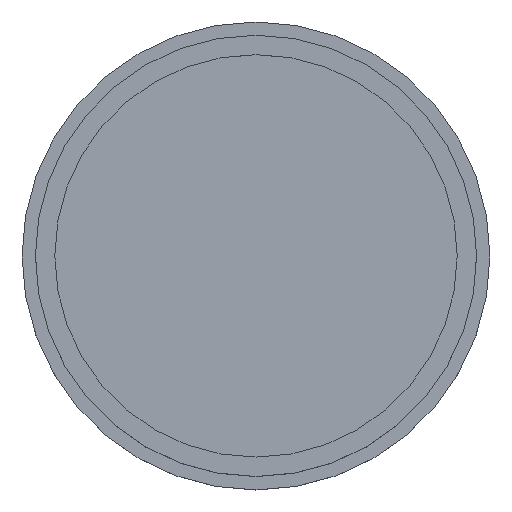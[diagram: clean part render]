
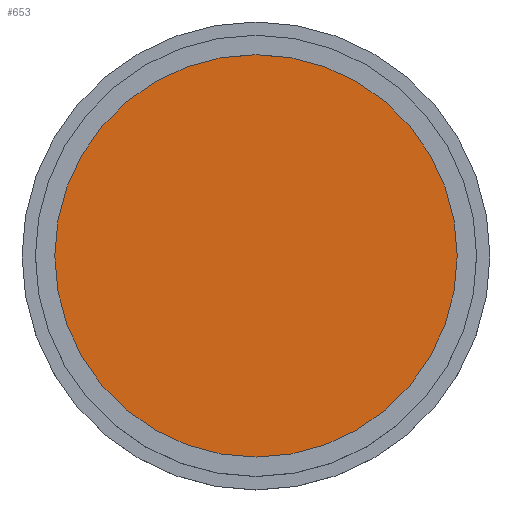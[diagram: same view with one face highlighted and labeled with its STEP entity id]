
A CAD part, top view. The second image highlights one B-rep face of the part: STEP entity #653.
In plain terms, the highlighted planar face has unit normal (0, 0, 1).
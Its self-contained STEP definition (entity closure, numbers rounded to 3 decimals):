
#198=CARTESIAN_POINT('',(0.,0.,8.325));
#199=DIRECTION('',(0.,0.,1.));
#200=DIRECTION('',(1.,0.,0.));
#201=AXIS2_PLACEMENT_3D('',#198,#199,#200);
#203=CARTESIAN_POINT('',(0.,0.,8.325));
#204=DIRECTION('',(0.,0.,1.));
#205=DIRECTION('',(-1.,0.,0.));
#206=AXIS2_PLACEMENT_3D('',#203,#204,#205);
#208=CARTESIAN_POINT('',(15.05,0.,8.325));
#210=VERTEX_POINT('',#208);
#212=CARTESIAN_POINT('',(-15.05,0.,8.325));
#213=VERTEX_POINT('',#212);
#644=CARTESIAN_POINT('',(0.,0.,8.325));
#645=DIRECTION('',(0.,0.,1.));
#646=DIRECTION('',(1.,0.,0.));
#647=AXIS2_PLACEMENT_3D('',#644,#645,#646);
#648=PLANE('',#647);
#649=ORIENTED_EDGE('',*,*,#284,.F.);
#650=ORIENTED_EDGE('',*,*,#259,.F.);
#651=EDGE_LOOP('',(#649,#650));
#652=FACE_OUTER_BOUND('',#651,.F.);
#653=ADVANCED_FACE('',(#652),#648,.T.);
#202=CIRCLE('',#201,15.05);
#207=CIRCLE('',#206,15.05);
#259=EDGE_CURVE('',#213,#210,#207,.T.);
#284=EDGE_CURVE('',#210,#213,#202,.T.);
